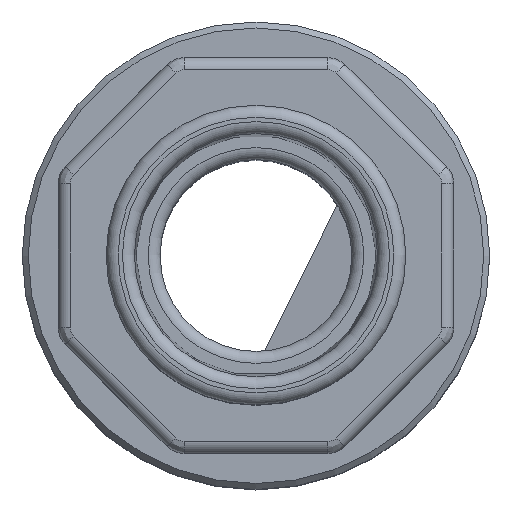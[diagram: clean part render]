
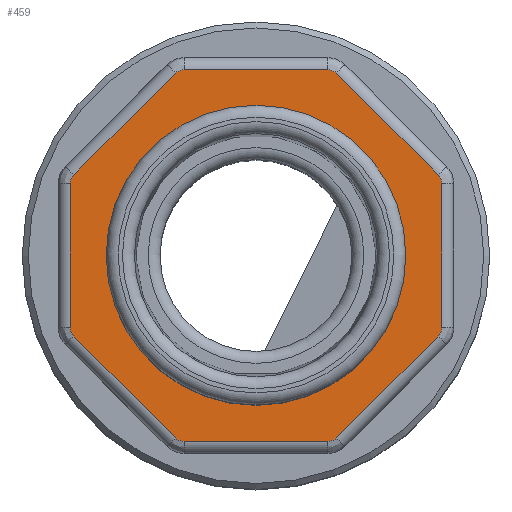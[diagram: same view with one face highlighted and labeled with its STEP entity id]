
A CAD part, top view. The second image highlights one B-rep face of the part: STEP entity #459.
In plain terms, the highlighted planar face has unit normal (0, 0, 1).
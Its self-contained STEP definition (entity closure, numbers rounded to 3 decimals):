
#183=LINE('',#6073,#266);
#184=LINE('',#6078,#267);
#185=LINE('',#6082,#268);
#186=LINE('',#6086,#269);
#187=LINE('',#6090,#270);
#188=LINE('',#6094,#271);
#189=LINE('',#6098,#272);
#190=LINE('',#6102,#273);
#266=VECTOR('',#2333,1.);
#267=VECTOR('',#2336,1.);
#268=VECTOR('',#2339,1.);
#269=VECTOR('',#2342,1.);
#270=VECTOR('',#2345,1.);
#271=VECTOR('',#2348,1.);
#272=VECTOR('',#2351,1.);
#273=VECTOR('',#2354,1.);
#304=PLANE('',#1903);
#359=FACE_BOUND('',#717,.T.);
#360=FACE_BOUND('',#718,.T.);
#459=ADVANCED_FACE('',(#359,#360),#304,.T.);
#717=EDGE_LOOP('',(#1084,#1085,#1086,#1087,#1088,#1089,#1090,#1091,#1092,
#1093,#1094,#1095,#1096,#1097,#1098,#1099));
#718=EDGE_LOOP('',(#1100));
#1084=ORIENTED_EDGE('',*,*,#1570,.T.);
#1085=ORIENTED_EDGE('',*,*,#1571,.T.);
#1086=ORIENTED_EDGE('',*,*,#1572,.T.);
#1087=ORIENTED_EDGE('',*,*,#1573,.T.);
#1088=ORIENTED_EDGE('',*,*,#1574,.T.);
#1089=ORIENTED_EDGE('',*,*,#1575,.T.);
#1090=ORIENTED_EDGE('',*,*,#1576,.T.);
#1091=ORIENTED_EDGE('',*,*,#1577,.T.);
#1092=ORIENTED_EDGE('',*,*,#1578,.T.);
#1093=ORIENTED_EDGE('',*,*,#1579,.T.);
#1094=ORIENTED_EDGE('',*,*,#1580,.T.);
#1095=ORIENTED_EDGE('',*,*,#1581,.T.);
#1096=ORIENTED_EDGE('',*,*,#1582,.T.);
#1097=ORIENTED_EDGE('',*,*,#1583,.T.);
#1098=ORIENTED_EDGE('',*,*,#1584,.T.);
#1099=ORIENTED_EDGE('',*,*,#1585,.T.);
#1100=ORIENTED_EDGE('',*,*,#1586,.T.);
#1372=VERTEX_POINT('',#6074);
#1373=VERTEX_POINT('',#6075);
#1374=VERTEX_POINT('',#6077);
#1375=VERTEX_POINT('',#6079);
#1376=VERTEX_POINT('',#6081);
#1377=VERTEX_POINT('',#6083);
#1378=VERTEX_POINT('',#6085);
#1379=VERTEX_POINT('',#6087);
#1380=VERTEX_POINT('',#6089);
#1381=VERTEX_POINT('',#6091);
#1382=VERTEX_POINT('',#6093);
#1383=VERTEX_POINT('',#6095);
#1384=VERTEX_POINT('',#6097);
#1385=VERTEX_POINT('',#6099);
#1386=VERTEX_POINT('',#6101);
#1387=VERTEX_POINT('',#6103);
#1388=VERTEX_POINT('',#6106);
#1570=EDGE_CURVE('',#1372,#1373,#183,.T.);
#1571=EDGE_CURVE('',#1373,#1374,#1708,.T.);
#1572=EDGE_CURVE('',#1374,#1375,#184,.T.);
#1573=EDGE_CURVE('',#1375,#1376,#1709,.T.);
#1574=EDGE_CURVE('',#1376,#1377,#185,.T.);
#1575=EDGE_CURVE('',#1377,#1378,#1710,.T.);
#1576=EDGE_CURVE('',#1378,#1379,#186,.T.);
#1577=EDGE_CURVE('',#1379,#1380,#1711,.T.);
#1578=EDGE_CURVE('',#1380,#1381,#187,.T.);
#1579=EDGE_CURVE('',#1381,#1382,#1712,.T.);
#1580=EDGE_CURVE('',#1382,#1383,#188,.T.);
#1581=EDGE_CURVE('',#1383,#1384,#1713,.T.);
#1582=EDGE_CURVE('',#1384,#1385,#189,.T.);
#1583=EDGE_CURVE('',#1385,#1386,#1714,.T.);
#1584=EDGE_CURVE('',#1386,#1387,#190,.T.);
#1585=EDGE_CURVE('',#1387,#1372,#1715,.T.);
#1586=EDGE_CURVE('',#1388,#1388,#1716,.T.);
#1708=CIRCLE('',#1894,1.);
#1709=CIRCLE('',#1895,1.);
#1710=CIRCLE('',#1896,1.);
#1711=CIRCLE('',#1897,1.);
#1712=CIRCLE('',#1898,1.);
#1713=CIRCLE('',#1899,1.);
#1714=CIRCLE('',#1900,1.);
#1715=CIRCLE('',#1901,1.);
#1716=CIRCLE('',#1902,12.5);
#1894=AXIS2_PLACEMENT_3D('',#6076,#2334,#2335);
#1895=AXIS2_PLACEMENT_3D('',#6080,#2337,#2338);
#1896=AXIS2_PLACEMENT_3D('',#6084,#2340,#2341);
#1897=AXIS2_PLACEMENT_3D('',#6088,#2343,#2344);
#1898=AXIS2_PLACEMENT_3D('',#6092,#2346,#2347);
#1899=AXIS2_PLACEMENT_3D('',#6096,#2349,#2350);
#1900=AXIS2_PLACEMENT_3D('',#6100,#2352,#2353);
#1901=AXIS2_PLACEMENT_3D('',#6104,#2355,#2356);
#1902=AXIS2_PLACEMENT_3D('',#6105,#2357,#2358);
#1903=AXIS2_PLACEMENT_3D('',#6107,#2359,#2360);
#2333=DIRECTION('',(-0.707,-0.707,0.));
#2334=DIRECTION('',(0.,0.,1.));
#2335=DIRECTION('',(1.,0.,0.));
#2336=DIRECTION('',(0.,-1.,0.));
#2337=DIRECTION('',(0.,0.,1.));
#2338=DIRECTION('',(1.,0.,0.));
#2339=DIRECTION('',(0.707,-0.707,0.));
#2340=DIRECTION('',(0.,0.,1.));
#2341=DIRECTION('',(1.,0.,0.));
#2342=DIRECTION('',(1.,0.,0.));
#2343=DIRECTION('',(0.,0.,1.));
#2344=DIRECTION('',(1.,0.,0.));
#2345=DIRECTION('',(0.707,0.707,0.));
#2346=DIRECTION('',(0.,0.,1.));
#2347=DIRECTION('',(1.,0.,0.));
#2348=DIRECTION('',(0.,1.,0.));
#2349=DIRECTION('',(0.,0.,1.));
#2350=DIRECTION('',(1.,0.,0.));
#2351=DIRECTION('',(-0.707,0.707,0.));
#2352=DIRECTION('',(0.,0.,1.));
#2353=DIRECTION('',(1.,0.,0.));
#2354=DIRECTION('',(-1.,0.,0.));
#2355=DIRECTION('',(0.,0.,1.));
#2356=DIRECTION('',(1.,0.,0.));
#2357=DIRECTION('',(0.,0.,-1.));
#2358=DIRECTION('',(1.,0.,0.));
#2359=DIRECTION('',(0.,0.,1.));
#2360=DIRECTION('',(1.,0.,0.));
#6073=CARTESIAN_POINT('',(-15.793,6.127,57.));
#6074=CARTESIAN_POINT('',(-6.713,15.207,57.));
#6075=CARTESIAN_POINT('',(-15.207,6.713,57.));
#6076=CARTESIAN_POINT('',(-14.5,6.006,57.));
#6077=CARTESIAN_POINT('',(-15.5,6.006,57.));
#6078=CARTESIAN_POINT('',(-15.5,0.,57.));
#6079=CARTESIAN_POINT('',(-15.5,-6.006,57.));
#6080=CARTESIAN_POINT('',(-14.5,-6.006,57.));
#6081=CARTESIAN_POINT('',(-15.207,-6.713,57.));
#6082=CARTESIAN_POINT('',(-10.96,-10.96,57.));
#6083=CARTESIAN_POINT('',(-6.713,-15.207,57.));
#6084=CARTESIAN_POINT('',(-6.006,-14.5,57.));
#6085=CARTESIAN_POINT('',(-6.006,-15.5,57.));
#6086=CARTESIAN_POINT('',(0.,-15.5,57.));
#6087=CARTESIAN_POINT('',(6.006,-15.5,57.));
#6088=CARTESIAN_POINT('',(6.006,-14.5,57.));
#6089=CARTESIAN_POINT('',(6.713,-15.207,57.));
#6090=CARTESIAN_POINT('',(10.96,-10.96,57.));
#6091=CARTESIAN_POINT('',(15.207,-6.713,57.));
#6092=CARTESIAN_POINT('',(14.5,-6.006,57.));
#6093=CARTESIAN_POINT('',(15.5,-6.006,57.));
#6094=CARTESIAN_POINT('',(15.5,6.835,57.));
#6095=CARTESIAN_POINT('',(15.5,6.006,57.));
#6096=CARTESIAN_POINT('',(14.5,6.006,57.));
#6097=CARTESIAN_POINT('',(15.207,6.713,57.));
#6098=CARTESIAN_POINT('',(6.127,15.793,57.));
#6099=CARTESIAN_POINT('',(6.713,15.207,57.));
#6100=CARTESIAN_POINT('',(6.006,14.5,57.));
#6101=CARTESIAN_POINT('',(6.006,15.5,57.));
#6102=CARTESIAN_POINT('',(-6.835,15.5,57.));
#6103=CARTESIAN_POINT('',(-6.006,15.5,57.));
#6104=CARTESIAN_POINT('',(-6.006,14.5,57.));
#6105=CARTESIAN_POINT('',(0.,0.,57.));
#6106=CARTESIAN_POINT('',(12.5,0.,57.));
#6107=CARTESIAN_POINT('',(0.,0.,57.));
